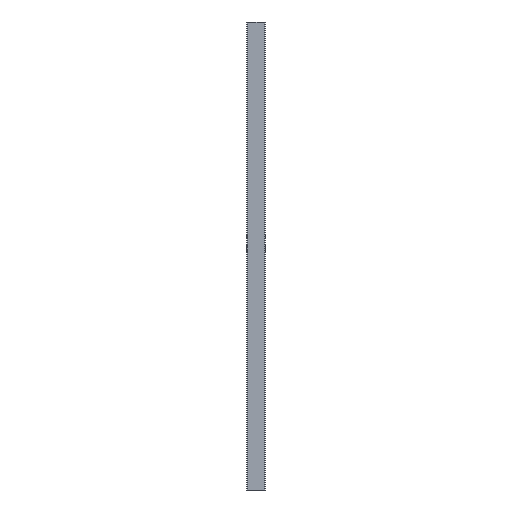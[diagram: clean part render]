
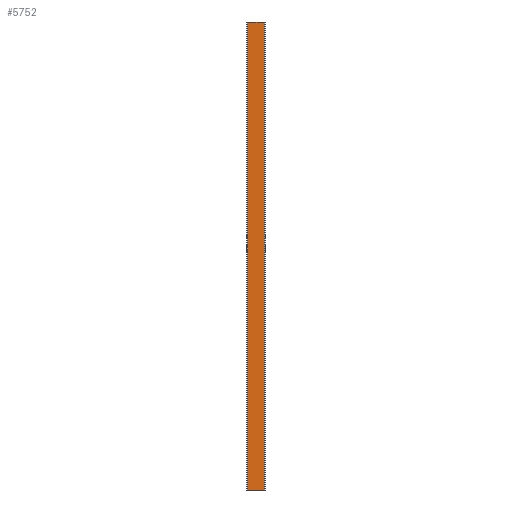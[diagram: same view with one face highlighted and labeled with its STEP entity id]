
A CAD part, front view. The second image highlights one B-rep face of the part: STEP entity #5752.
In plain terms, the highlighted planar face has unit normal (0, -1, 0).
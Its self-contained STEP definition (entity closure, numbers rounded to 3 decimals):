
#36 = CARTESIAN_POINT ( 'NONE',  ( 4.376, 30.335, 1000. ) ) ;
#377 = VERTEX_POINT ( 'NONE', #4333 ) ;
#524 = ORIENTED_EDGE ( 'NONE', *, *, #7665, .T. ) ;
#534 = CARTESIAN_POINT ( 'NONE',  ( 40.376, 30.335, 1000. ) ) ;
#672 = DIRECTION ( 'NONE',  ( 0., 0., 1. ) ) ;
#709 = FACE_OUTER_BOUND ( 'NONE', #6640, .T. ) ;
#805 = LINE ( 'NONE', #1860, #2295 ) ;
#979 = LINE ( 'NONE', #3660, #4925 ) ;
#1170 = DIRECTION ( 'NONE',  ( 0., 0., -1. ) ) ;
#1860 = CARTESIAN_POINT ( 'NONE',  ( 40.376, 30.335, 0. ) ) ;
#2295 = VECTOR ( 'NONE', #6628, 1000. ) ;
#2466 = VERTEX_POINT ( 'NONE', #6925 ) ;
#2991 = LINE ( 'NONE', #36, #6592 ) ;
#3037 = CARTESIAN_POINT ( 'NONE',  ( 40.376, 30.335, 1000. ) ) ;
#3151 = EDGE_CURVE ( 'NONE', #7063, #5247, #979, .T. ) ;
#3184 = ORIENTED_EDGE ( 'NONE', *, *, #6887, .T. ) ;
#3472 = DIRECTION ( 'NONE',  ( 0., 1., 0. ) ) ;
#3519 = CARTESIAN_POINT ( 'NONE',  ( 40.376, 30.335, 1000. ) ) ;
#3660 = CARTESIAN_POINT ( 'NONE',  ( 40.376, 30.335, 1000. ) ) ;
#4235 = EDGE_CURVE ( 'NONE', #5247, #2466, #4533, .T. ) ;
#4245 = DIRECTION ( 'NONE',  ( 1., 0., 0. ) ) ;
#4333 = CARTESIAN_POINT ( 'NONE',  ( 4.376, 30.335, 0. ) ) ;
#4533 = LINE ( 'NONE', #534, #5413 ) ;
#4556 = ORIENTED_EDGE ( 'NONE', *, *, #3151, .F. ) ;
#4925 = VECTOR ( 'NONE', #4245, 1000. ) ;
#5228 = DIRECTION ( 'NONE',  ( 0., 0., -1. ) ) ;
#5247 = VERTEX_POINT ( 'NONE', #3519 ) ;
#5413 = VECTOR ( 'NONE', #5228, 1000. ) ;
#5752 = ADVANCED_FACE ( 'NONE', ( #709 ), #7631, .F. ) ;
#6592 = VECTOR ( 'NONE', #1170, 1000. ) ;
#6628 = DIRECTION ( 'NONE',  ( 1., 0., 0. ) ) ;
#6640 = EDGE_LOOP ( 'NONE', ( #524, #6874, #4556, #3184 ) ) ;
#6841 = CARTESIAN_POINT ( 'NONE',  ( 4.376, 30.335, 1000. ) ) ;
#6874 = ORIENTED_EDGE ( 'NONE', *, *, #4235, .F. ) ;
#6887 = EDGE_CURVE ( 'NONE', #7063, #377, #2991, .T. ) ;
#6925 = CARTESIAN_POINT ( 'NONE',  ( 40.376, 30.335, 0. ) ) ;
#7063 = VERTEX_POINT ( 'NONE', #6841 ) ;
#7631 = PLANE ( 'NONE',  #7690 ) ;
#7665 = EDGE_CURVE ( 'NONE', #377, #2466, #805, .T. ) ;
#7690 = AXIS2_PLACEMENT_3D ( 'NONE', #3037, #3472, #672 ) ;
